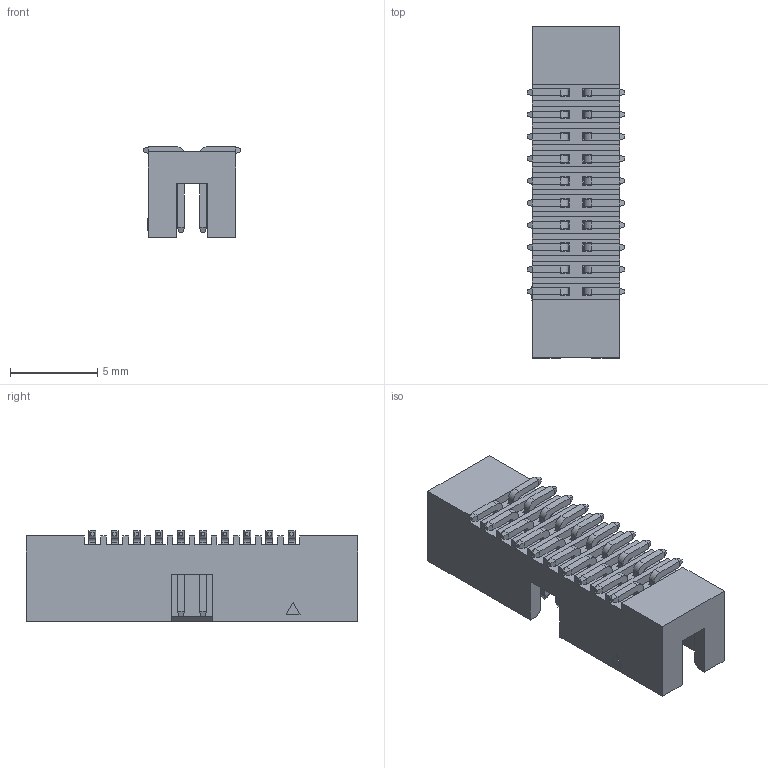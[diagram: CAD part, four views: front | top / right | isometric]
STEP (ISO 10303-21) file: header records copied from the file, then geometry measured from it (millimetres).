
FILE_DESCRIPTION(('FreeCAD Model'),'2;1');
FILE_NAME('Open CASCADE Shape Model','2021-09-29T11:18:10',('Author'),( ''),'Open CASCADE STEP processor 7.4','FreeCAD','Unknown');
FILE_SCHEMA(('AUTOMOTIVE_DESIGN { 1 0 10303 214 1 1 1 1 }'));
Length unit declared in the file: millimetre
Products named in the file (3): 2195SM-20G-K-TY_ASM; 801-2195-20-K; 2195SM-PIN
Assembly tree (21 placements, depth 2):
  2195SM-20G-K-TY_ASM
    801-2195-20-K
    2195SM-PIN  x20
Bounding box: 5.6 x 19.05 x 5.2 mm (x, y, z)
Volume: 260.4 mm3; surface area: 817.7 mm2
Topology: 21 solids, 21 shells, 593 faces, 1406 edges, 856 vertices
Faces by surface type: plane 553, cylinder 40
Entity records: 7858 total; most frequent: CARTESIAN_POINT 1319, ORIENTED_EDGE 1292, DIRECTION 1196, EDGE_CURVE 646, LINE 642, VECTOR 642, VERTEX_POINT 400, FACE_BOUND 292
